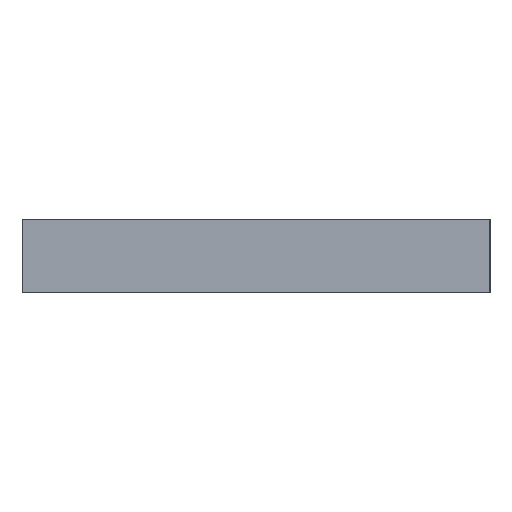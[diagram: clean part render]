
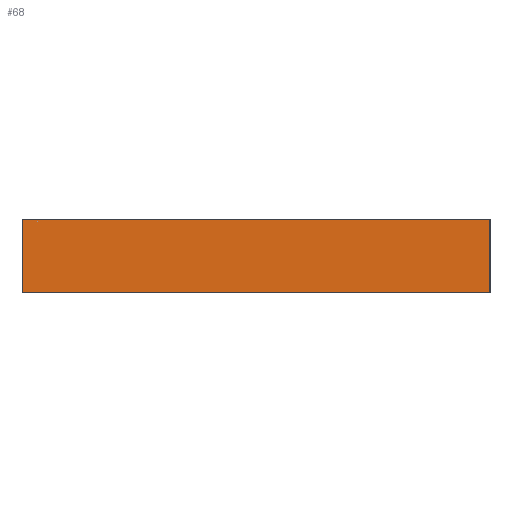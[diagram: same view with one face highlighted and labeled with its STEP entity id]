
A CAD part, left-side view. The second image highlights one B-rep face of the part: STEP entity #68.
In plain terms, the highlighted planar face has unit normal (-1, 0, 0).
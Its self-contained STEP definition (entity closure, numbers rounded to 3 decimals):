
#21 = EDGE_CURVE('',#22,#24,#26,.T.);
#22 = VERTEX_POINT('',#23);
#23 = CARTESIAN_POINT('',(-190.5,-120.65,0.));
#24 = VERTEX_POINT('',#25);
#25 = CARTESIAN_POINT('',(-190.5,-120.65,38.1));
#26 = LINE('',#27,#28);
#27 = CARTESIAN_POINT('',(-190.5,-120.65,0.));
#28 = VECTOR('',#29,1.);
#29 = DIRECTION('',(0.,0.,1.));
#68 = ADVANCED_FACE('',(#69),#94,.F.);
#69 = FACE_BOUND('',#70,.F.);
#70 = EDGE_LOOP('',(#71,#81,#87,#88));
#71 = ORIENTED_EDGE('',*,*,#72,.T.);
#72 = EDGE_CURVE('',#73,#75,#77,.T.);
#73 = VERTEX_POINT('',#74);
#74 = CARTESIAN_POINT('',(-190.5,120.65,0.));
#75 = VERTEX_POINT('',#76);
#76 = CARTESIAN_POINT('',(-190.5,120.65,38.1));
#77 = LINE('',#78,#79);
#78 = CARTESIAN_POINT('',(-190.5,120.65,0.));
#79 = VECTOR('',#80,1.);
#80 = DIRECTION('',(0.,0.,1.));
#81 = ORIENTED_EDGE('',*,*,#82,.T.);
#82 = EDGE_CURVE('',#75,#24,#83,.T.);
#83 = LINE('',#84,#85);
#84 = CARTESIAN_POINT('',(-190.5,120.65,38.1));
#85 = VECTOR('',#86,1.);
#86 = DIRECTION('',(0.,-1.,0.));
#87 = ORIENTED_EDGE('',*,*,#21,.F.);
#88 = ORIENTED_EDGE('',*,*,#89,.F.);
#89 = EDGE_CURVE('',#73,#22,#90,.T.);
#90 = LINE('',#91,#92);
#91 = CARTESIAN_POINT('',(-190.5,120.65,0.));
#92 = VECTOR('',#93,1.);
#93 = DIRECTION('',(0.,-1.,0.));
#94 = PLANE('',#95);
#95 = AXIS2_PLACEMENT_3D('',#96,#97,#98);
#96 = CARTESIAN_POINT('',(-190.5,120.65,0.));
#97 = DIRECTION('',(1.,0.,0.));
#98 = DIRECTION('',(0.,-1.,0.));
